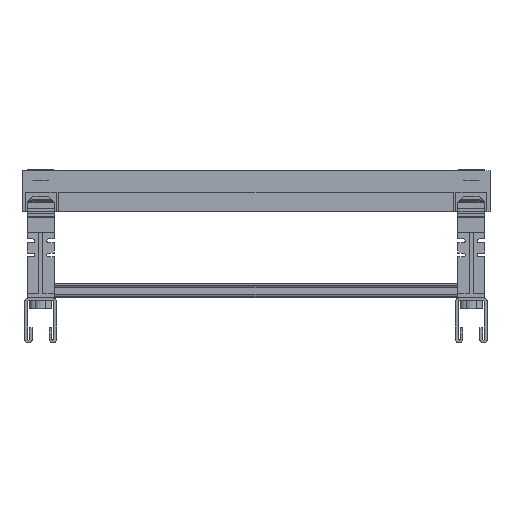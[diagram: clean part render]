
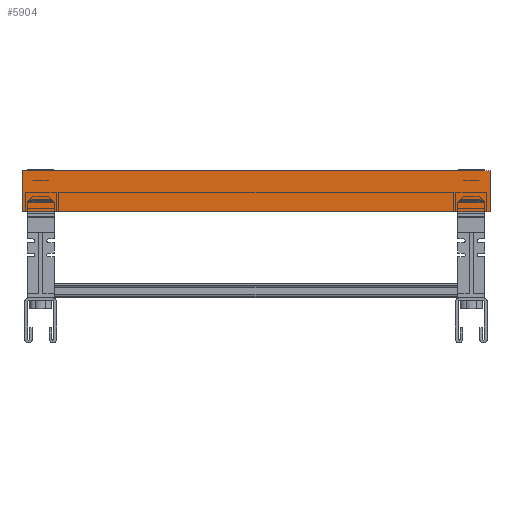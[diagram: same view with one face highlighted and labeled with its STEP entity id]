
A CAD part, front view. The second image highlights one B-rep face of the part: STEP entity #5904.
In plain terms, the highlighted planar face has unit normal (0, -1, 0).
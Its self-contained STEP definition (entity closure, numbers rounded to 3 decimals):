
#5904=ADVANCED_FACE('',(#15208),#15209,.F.);
#15208=FACE_OUTER_BOUND('',#29084,.T.);
#15209=PLANE('',#29085);
#29084=EDGE_LOOP('',(#44342,#44343,#44344,#44345));
#29085=AXIS2_PLACEMENT_3D('',#44346,#44347,#44348);
#44342=ORIENTED_EDGE('',*,*,#85228,.T.);
#44343=ORIENTED_EDGE('',*,*,#85229,.T.);
#44344=ORIENTED_EDGE('',*,*,#85230,.T.);
#44345=ORIENTED_EDGE('',*,*,#84410,.T.);
#44346=CARTESIAN_POINT('',(125.0,0.0,81.001));
#44347=DIRECTION('',(-0.0,1.0,0.0));
#44348=DIRECTION('',(1.0,0.0,0.0));
#84410=EDGE_CURVE('',#101182,#101180,#101183,.T.);
#85228=EDGE_CURVE('',#101180,#102384,#102385,.T.);
#85229=EDGE_CURVE('',#102384,#102386,#102387,.T.);
#85230=EDGE_CURVE('',#102386,#101182,#102388,.T.);
#101180=VERTEX_POINT('',#126023);
#101182=VERTEX_POINT('',#126026);
#101183=LINE('',#126027,#126028);
#102384=VERTEX_POINT('',#127719);
#102385=LINE('',#127720,#127721);
#102386=VERTEX_POINT('',#127722);
#102387=LINE('',#127723,#127724);
#102388=LINE('',#127725,#127726);
#126023=CARTESIAN_POINT('',(250.0,0.0,70.001));
#126026=CARTESIAN_POINT('',(0.0,0.0,70.001));
#126027=CARTESIAN_POINT('',(125.0,0.0,70.001));
#126028=VECTOR('',#160448,1.0);
#127719=CARTESIAN_POINT('',(250.0,0.0,92.001));
#127720=CARTESIAN_POINT('',(250.0,0.0,81.001));
#127721=VECTOR('',#161339,1.0);
#127722=CARTESIAN_POINT('',(0.0,0.0,92.001));
#127723=CARTESIAN_POINT('',(125.0,0.0,92.001));
#127724=VECTOR('',#161340,1.0);
#127725=CARTESIAN_POINT('',(0.0,0.0,81.001));
#127726=VECTOR('',#161341,1.0);
#160448=DIRECTION('',(1.0,0.0,0.0));
#161339=DIRECTION('',(0.0,0.0,1.0));
#161340=DIRECTION('',(-1.0,0.0,0.0));
#161341=DIRECTION('',(0.0,0.0,-1.0));
